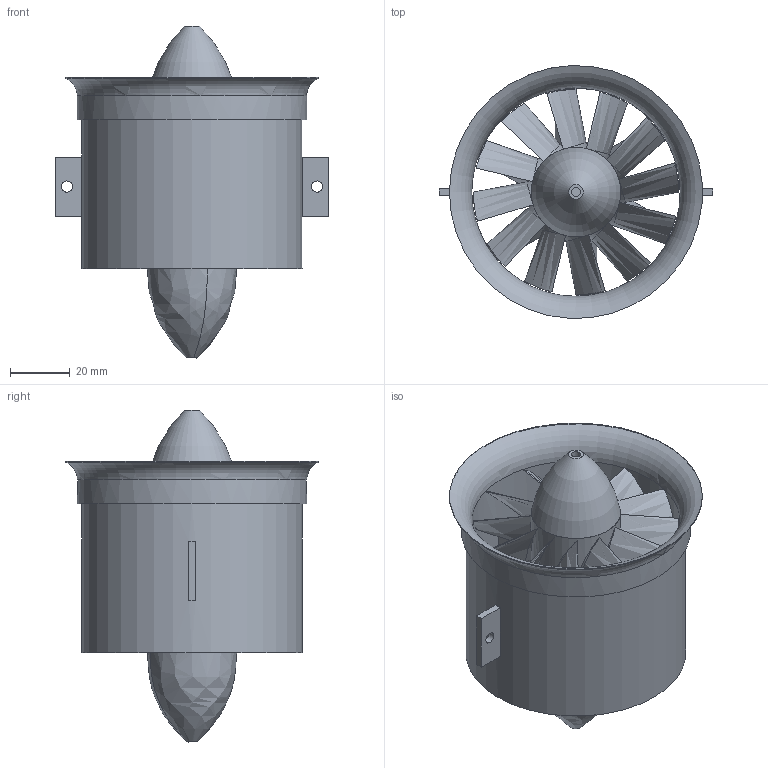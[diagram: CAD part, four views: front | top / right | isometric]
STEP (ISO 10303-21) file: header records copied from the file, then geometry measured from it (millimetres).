
FILE_DESCRIPTION(('STEP AP214'), '1');
FILE_NAME('Ñáîðêà èìïåëëåðà', '', ('UNSPECIFIED'), ('UNSPECIFIED'), 'ASCON STEP Converter 1.6', 'ASCON Math Kernel', '');
FILE_SCHEMA(('AUTOMOTIVE_DESIGN { 1 0 10303 214 3 1 1}'));
Length unit declared in the file: millimetre
Products named in the file (5): Ñáîðêà èìïåëëåðà; 扻豵鵨; 署囹赅; Äâèãàòåëü; Íîñîâîé îáòåêàòåëü
Assembly tree (4 placements, depth 2):
  Ñáîðêà èìïåëëåðà
    扻豵鵨
    署囹赅
    Äâèãàòåëü
    Íîñîâîé îáòåêàòåëü
Bounding box: 92 x 84.91 x 111.5 mm (x, y, z)
Volume: 87574.2 mm3; surface area: 73802.5 mm2
Topology: 5 solids, 5 shells, 210 faces, 482 edges, 307 vertices
Faces by surface type: plane 105, cylinder 62, bspline 38, torus 5
Full cylindrical faces by diameter (mm): 3 x1, 3.75 x2, 4 x1, 8 x2, 12 x1, 15 x1, 16 x1, 24 x1, 28 x2, 30 x3, 70 x1, 74 x1, 77 x1, 85 x1
Entity records: 10506 total; most frequent: CARTESIAN_POINT 4342, ORIENTED_EDGE 910, DIRECTION 688, EDGE_CURVE 455, VERTEX_POINT 307, EDGE_LOOP 284, AXIS2_PLACEMENT_3D 247, FACE_BOUND 239
